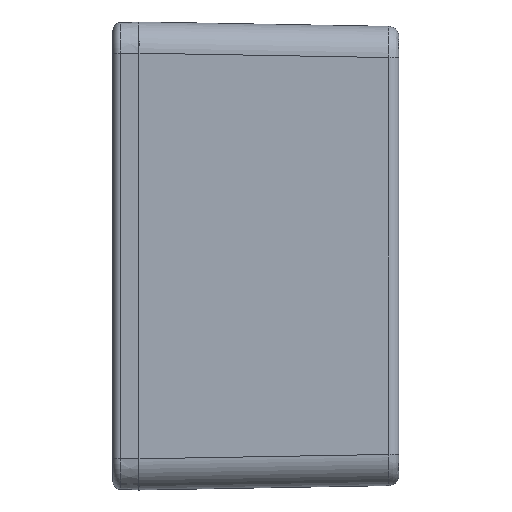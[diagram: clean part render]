
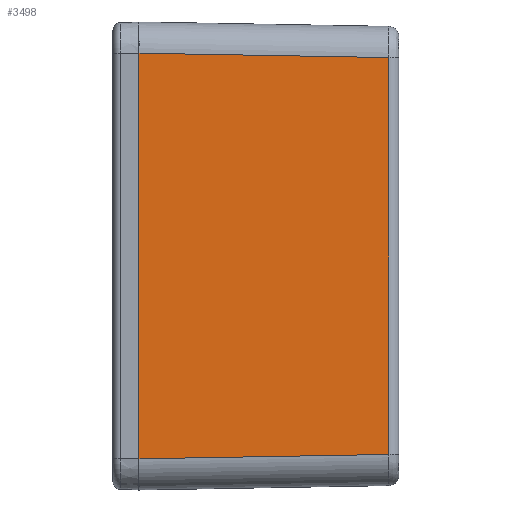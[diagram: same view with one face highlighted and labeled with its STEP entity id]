
A CAD part, left-side view. The second image highlights one B-rep face of the part: STEP entity #3498.
In plain terms, the highlighted planar face has unit normal (-1, -0.018, 0).
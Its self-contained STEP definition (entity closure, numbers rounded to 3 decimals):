
#718 = DIRECTION ( 'NONE',  ( -1., -0.017, 0. ) ) ;
#1059 = FACE_OUTER_BOUND ( 'NONE', #7300, .T. ) ;
#1095 = DIRECTION ( 'NONE',  ( -0.017, 1., 0.017 ) ) ;
#1286 = VERTEX_POINT ( 'NONE', #4579 ) ;
#1653 = CARTESIAN_POINT ( 'NONE',  ( -57.5, 50., -45. ) ) ;
#1656 = EDGE_CURVE ( 'NONE', #6252, #6081, #6147, .T. ) ;
#1760 = CARTESIAN_POINT ( 'NONE',  ( -56.662, 1.965, -45. ) ) ;
#3151 = CARTESIAN_POINT ( 'NONE',  ( -57.474, 48.535, 38.975 ) ) ;
#3366 = VECTOR ( 'NONE', #1095, 1000. ) ;
#3498 = ADVANCED_FACE ( 'NONE', ( #1059 ), #5871, .T. ) ;
#3690 = ORIENTED_EDGE ( 'NONE', *, *, #7469, .F. ) ;
#4560 = VECTOR ( 'NONE', #13076, 1000. ) ;
#4579 = CARTESIAN_POINT ( 'NONE',  ( -57.5, 50., -39.001 ) ) ;
#4883 = EDGE_CURVE ( 'NONE', #12909, #6252, #12594, .T. ) ;
#4888 = CARTESIAN_POINT ( 'NONE',  ( -57.5, 50., -45. ) ) ;
#4929 = CARTESIAN_POINT ( 'NONE',  ( -57.5, 50., 39.001 ) ) ;
#4953 = EDGE_CURVE ( 'NONE', #1286, #12909, #5770, .T. ) ;
#5025 = ORIENTED_EDGE ( 'NONE', *, *, #4883, .T. ) ;
#5228 = CARTESIAN_POINT ( 'NONE',  ( -56.662, 1.965, 38.162 ) ) ;
#5770 = LINE ( 'NONE', #11236, #8195 ) ;
#5871 = PLANE ( 'NONE',  #13461 ) ;
#5905 = DIRECTION ( 'NONE',  ( 0., 0., 1. ) ) ;
#6081 = VERTEX_POINT ( 'NONE', #4929 ) ;
#6147 = LINE ( 'NONE', #3151, #3366 ) ;
#6252 = VERTEX_POINT ( 'NONE', #5228 ) ;
#6290 = ORIENTED_EDGE ( 'NONE', *, *, #4953, .T. ) ;
#7300 = EDGE_LOOP ( 'NONE', ( #6290, #5025, #10952, #3690 ) ) ;
#7469 = EDGE_CURVE ( 'NONE', #1286, #6081, #10724, .T. ) ;
#7984 = DIRECTION ( 'NONE',  ( 0.017, -1., 0. ) ) ;
#8195 = VECTOR ( 'NONE', #10200, 1000. ) ;
#10200 = DIRECTION ( 'NONE',  ( 0.017, -1., 0.017 ) ) ;
#10724 = LINE ( 'NONE', #1653, #4560 ) ;
#10952 = ORIENTED_EDGE ( 'NONE', *, *, #1656, .T. ) ;
#11236 = CARTESIAN_POINT ( 'NONE',  ( -57.502, 50.105, -39.003 ) ) ;
#11957 = VECTOR ( 'NONE', #5905, 1000. ) ;
#12594 = LINE ( 'NONE', #1760, #11957 ) ;
#12837 = CARTESIAN_POINT ( 'NONE',  ( -56.662, 1.965, -38.162 ) ) ;
#12909 = VERTEX_POINT ( 'NONE', #12837 ) ;
#13076 = DIRECTION ( 'NONE',  ( 0., 0., 1. ) ) ;
#13461 = AXIS2_PLACEMENT_3D ( 'NONE', #4888, #718, #7984 ) ;
